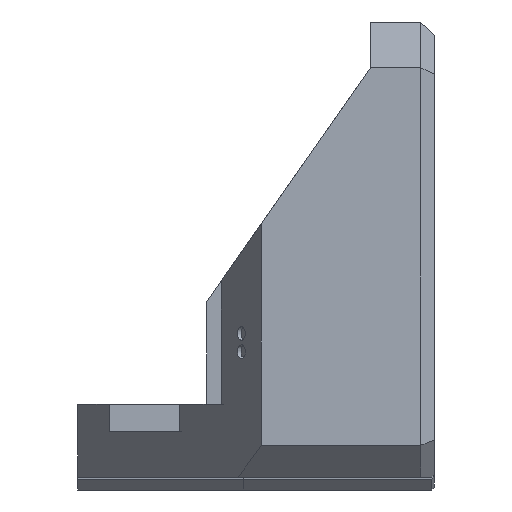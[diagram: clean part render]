
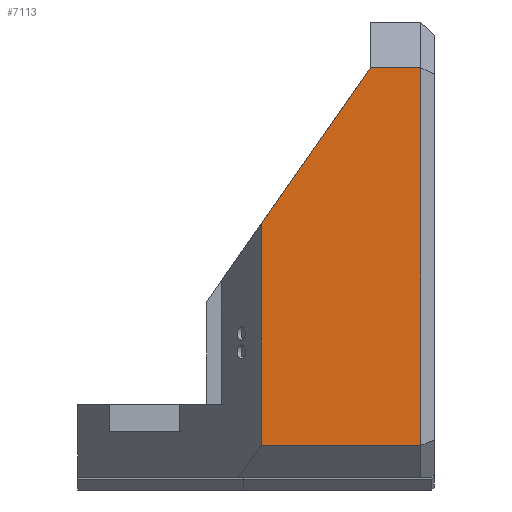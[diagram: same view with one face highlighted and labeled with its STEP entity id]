
A CAD part, left-side view. The second image highlights one B-rep face of the part: STEP entity #7113.
In plain terms, the highlighted planar face has unit normal (-1, 0, 0).
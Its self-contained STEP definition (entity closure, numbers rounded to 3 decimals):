
#557=FACE_OUTER_BOUND('',#991,.T.);
#991=EDGE_LOOP('',(#6000,#6001,#6002,#6003,#6004));
#1809=LINE('',#11342,#2689);
#1814=LINE('',#11352,#2694);
#1815=LINE('',#11354,#2695);
#1816=LINE('',#11356,#2696);
#1817=LINE('',#11357,#2697);
#2689=VECTOR('',#9291,10.);
#2694=VECTOR('',#9302,10.);
#2695=VECTOR('',#9303,10.);
#2696=VECTOR('',#9304,10.);
#2697=VECTOR('',#9305,10.);
#3308=VERTEX_POINT('',#11133);
#3371=VERTEX_POINT('',#11287);
#3390=VERTEX_POINT('',#11340);
#3393=VERTEX_POINT('',#11353);
#3394=VERTEX_POINT('',#11355);
#4289=EDGE_CURVE('',#3390,#3371,#1809,.T.);
#4294=EDGE_CURVE('',#3308,#3390,#1814,.T.);
#4295=EDGE_CURVE('',#3308,#3393,#1815,.T.);
#4296=EDGE_CURVE('',#3393,#3394,#1816,.T.);
#4297=EDGE_CURVE('',#3371,#3394,#1817,.T.);
#6000=ORIENTED_EDGE('',*,*,#4289,.F.);
#6001=ORIENTED_EDGE('',*,*,#4294,.F.);
#6002=ORIENTED_EDGE('',*,*,#4295,.T.);
#6003=ORIENTED_EDGE('',*,*,#4296,.T.);
#6004=ORIENTED_EDGE('',*,*,#4297,.F.);
#6719=PLANE('',#7655);
#7113=ADVANCED_FACE('',(#557),#6719,.T.);
#7655=AXIS2_PLACEMENT_3D('',#11351,#9300,#9301);
#9291=DIRECTION('',(0.,0.,-1.));
#9300=DIRECTION('center_axis',(-1.,0.,0.));
#9301=DIRECTION('ref_axis',(0.,-1.,0.));
#9302=DIRECTION('',(0.,-1.,0.));
#9303=DIRECTION('',(0.,0.574,-0.819));
#9304=DIRECTION('',(0.,0.,-1.));
#9305=DIRECTION('',(0.,1.,0.));
#11133=CARTESIAN_POINT('',(-26.25,7.,45.));
#11287=CARTESIAN_POINT('',(-26.25,1.5,3.5));
#11340=CARTESIAN_POINT('',(-26.25,1.5,45.));
#11342=CARTESIAN_POINT('',(-26.25,1.5,0.));
#11351=CARTESIAN_POINT('Origin',(-26.25,39.2,0.));
#11352=CARTESIAN_POINT('',(-26.25,29.4,45.));
#11353=CARTESIAN_POINT('',(-26.25,19.,27.862));
#11354=CARTESIAN_POINT('',(-26.25,31.868,9.484));
#11355=CARTESIAN_POINT('',(-26.25,19.,3.5));
#11356=CARTESIAN_POINT('',(-26.25,19.,4.));
#11357=CARTESIAN_POINT('',(-26.25,29.4,3.5));
